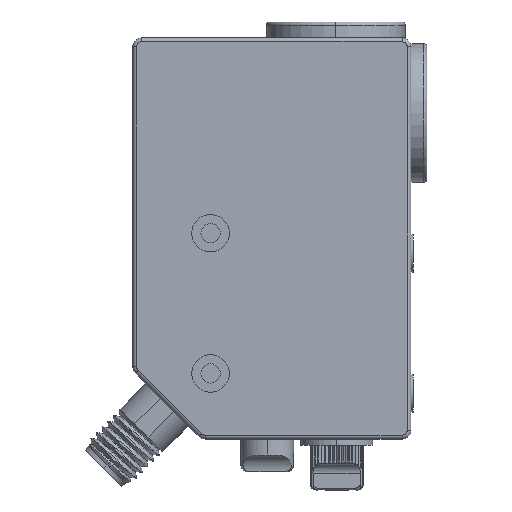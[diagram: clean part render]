
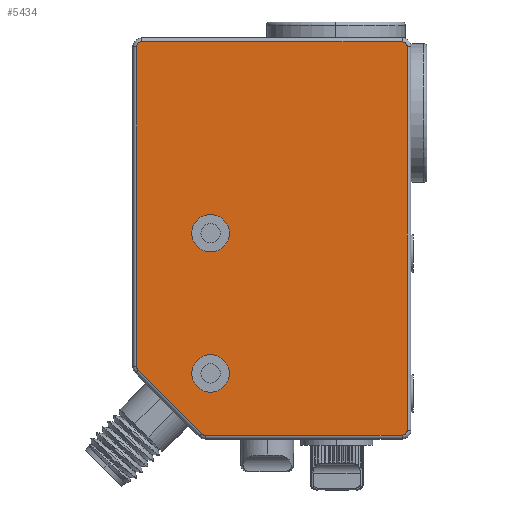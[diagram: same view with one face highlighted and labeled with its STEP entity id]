
A CAD part, left-side view. The second image highlights one B-rep face of the part: STEP entity #5434.
In plain terms, the highlighted face is planar.
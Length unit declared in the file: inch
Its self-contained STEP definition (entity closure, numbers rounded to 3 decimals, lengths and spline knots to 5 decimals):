
#2=CARTESIAN_POINT('',(1.618,0.,1.575));
#3=DIRECTION('',(0.,-1.,0.));
#4=DIRECTION('',(-1.,0.,0.));
#5=AXIS2_PLACEMENT_3D('',#2,#3,#4);
#7=CARTESIAN_POINT('',(1.618,0.,1.575));
#8=DIRECTION('',(0.,-1.,0.));
#9=DIRECTION('',(1.,0.,0.));
#10=AXIS2_PLACEMENT_3D('',#7,#8,#9);
#12=CARTESIAN_POINT('',(0.516,0.,1.575));
#13=DIRECTION('',(0.,-1.,0.));
#14=DIRECTION('',(-1.,0.,0.));
#15=AXIS2_PLACEMENT_3D('',#12,#13,#14);
#17=CARTESIAN_POINT('',(0.516,0.,1.575));
#18=DIRECTION('',(0.,-1.,0.));
#19=DIRECTION('',(1.,0.,0.));
#20=AXIS2_PLACEMENT_3D('',#17,#18,#19);
#22=DIRECTION('',(0.,0.,1.));
#23=VECTOR('',#22,1.54601);
#24=CARTESIAN_POINT('',(0.03,0.,0.07));
#25=LINE('',#24,#23);
#45=CARTESIAN_POINT('',(0.07,0.,0.07));
#46=DIRECTION('',(0.,-1.,0.));
#47=DIRECTION('',(-1.,0.,0.));
#48=AXIS2_PLACEMENT_3D('',#45,#46,#47);
#286=DIRECTION('',(-1.,0.,0.));
#287=VECTOR('',#286,3.013);
#288=CARTESIAN_POINT('',(3.083,0.,0.03));
#289=LINE('',#288,#287);
#314=CARTESIAN_POINT('',(3.083,0.,0.07));
#315=DIRECTION('',(0.,-1.,0.));
#316=DIRECTION('',(0.,0.,-1.));
#317=AXIS2_PLACEMENT_3D('',#314,#315,#316);
#342=DIRECTION('',(0.,0.,-1.));
#343=VECTOR('',#342,2.046);
#344=CARTESIAN_POINT('',(3.123,0.,2.116));
#345=LINE('',#344,#343);
#365=CARTESIAN_POINT('',(3.083,0.,2.116));
#366=DIRECTION('',(0.,-1.,0.));
#367=DIRECTION('',(1.,0.,0.));
#368=AXIS2_PLACEMENT_3D('',#365,#366,#367);
#3730=CARTESIAN_POINT('',(0.56999,0.,2.116));
#3731=DIRECTION('',(0.,1.,0.));
#3732=DIRECTION('',(-0.707,0.,0.707));
#3733=AXIS2_PLACEMENT_3D('',#3730,#3731,#3732);
#3740=DIRECTION('',(1.,0.,0.));
#3741=VECTOR('',#3740,2.51301);
#3742=CARTESIAN_POINT('',(0.56999,0.,2.156));
#3743=LINE('',#3742,#3741);
#3757=DIRECTION('',(-0.707,0.,-0.707));
#3758=VECTOR('',#3757,0.7071);
#3759=CARTESIAN_POINT('',(0.54171,0.,2.14428));
#3760=LINE('',#3759,#3758);
#3771=CARTESIAN_POINT('',(0.07,0.,1.61601));
#3772=DIRECTION('',(0.,-1.,0.));
#3773=DIRECTION('',(-0.707,0.,0.707));
#3774=AXIS2_PLACEMENT_3D('',#3771,#3772,#3773);
#4306=CARTESIAN_POINT('',(0.56999,0.,2.156));
#4307=CARTESIAN_POINT('',(3.083,0.,2.156));
#4308=VERTEX_POINT('',#4306);
#4309=VERTEX_POINT('',#4307);
#4316=CARTESIAN_POINT('',(3.123,0.,2.116));
#4317=VERTEX_POINT('',#4316);
#4318=CARTESIAN_POINT('',(3.123,0.,0.07));
#4319=VERTEX_POINT('',#4318);
#4324=CARTESIAN_POINT('',(3.083,0.,0.03));
#4325=VERTEX_POINT('',#4324);
#4326=CARTESIAN_POINT('',(0.07,0.,0.03));
#4327=VERTEX_POINT('',#4326);
#4332=CARTESIAN_POINT('',(0.03,0.,0.07));
#4333=VERTEX_POINT('',#4332);
#4334=CARTESIAN_POINT('',(0.03,0.,1.61601));
#4335=VERTEX_POINT('',#4334);
#4356=CARTESIAN_POINT('',(1.4705,0.,1.575));
#4357=CARTESIAN_POINT('',(1.7655,0.,1.575));
#4358=VERTEX_POINT('',#4356);
#4359=VERTEX_POINT('',#4357);
#4360=CARTESIAN_POINT('',(0.3685,0.,1.575));
#4361=CARTESIAN_POINT('',(0.6635,0.,1.575));
#4362=VERTEX_POINT('',#4360);
#4363=VERTEX_POINT('',#4361);
#5363=CARTESIAN_POINT('',(0.54171,0.,2.14428));
#5364=CARTESIAN_POINT('',(0.04172,0.,1.64429));
#5365=VERTEX_POINT('',#5363);
#5366=VERTEX_POINT('',#5364);
#5395=CARTESIAN_POINT('',(0.,0.,0.));
#5396=DIRECTION('',(0.,1.,0.));
#5397=DIRECTION('',(1.,0.,0.));
#5398=AXIS2_PLACEMENT_3D('',#5395,#5396,#5397);
#5399=PLANE('',#5398);
#5401=ORIENTED_EDGE('',*,*,#5400,.T.);
#5403=ORIENTED_EDGE('',*,*,#5402,.F.);
#5405=ORIENTED_EDGE('',*,*,#5404,.F.);
#5407=ORIENTED_EDGE('',*,*,#5406,.T.);
#5409=ORIENTED_EDGE('',*,*,#5408,.T.);
#5411=ORIENTED_EDGE('',*,*,#5410,.F.);
#5413=ORIENTED_EDGE('',*,*,#5412,.T.);
#5415=ORIENTED_EDGE('',*,*,#5414,.F.);
#5417=ORIENTED_EDGE('',*,*,#5416,.T.);
#5419=ORIENTED_EDGE('',*,*,#5418,.F.);
#5420=EDGE_LOOP('',(#5401,#5403,#5405,#5407,#5409,#5411,#5413,#5415,#5417,
#5419));
#5421=FACE_OUTER_BOUND('',#5420,.F.);
#5423=ORIENTED_EDGE('',*,*,#5422,.T.);
#5425=ORIENTED_EDGE('',*,*,#5424,.T.);
#5426=EDGE_LOOP('',(#5423,#5425));
#5427=FACE_BOUND('',#5426,.F.);
#5429=ORIENTED_EDGE('',*,*,#5428,.T.);
#5431=ORIENTED_EDGE('',*,*,#5430,.T.);
#5432=EDGE_LOOP('',(#5429,#5431));
#5433=FACE_BOUND('',#5432,.F.);
#5434=ADVANCED_FACE('',(#5421,#5427,#5433),#5399,.F.);
#6=CIRCLE('',#5,0.1475);
#11=CIRCLE('',#10,0.1475);
#16=CIRCLE('',#15,0.1475);
#21=CIRCLE('',#20,0.1475);
#49=CIRCLE('',#48,0.04);
#318=CIRCLE('',#317,0.04);
#369=CIRCLE('',#368,0.04);
#3734=CIRCLE('',#3733,0.04);
#3775=CIRCLE('',#3774,0.04);
#5400=EDGE_CURVE('',#4333,#4335,#25,.T.);
#5402=EDGE_CURVE('',#5366,#4335,#3775,.T.);
#5404=EDGE_CURVE('',#5365,#5366,#3760,.T.);
#5406=EDGE_CURVE('',#5365,#4308,#3734,.T.);
#5408=EDGE_CURVE('',#4308,#4309,#3743,.T.);
#5410=EDGE_CURVE('',#4317,#4309,#369,.T.);
#5412=EDGE_CURVE('',#4317,#4319,#345,.T.);
#5414=EDGE_CURVE('',#4325,#4319,#318,.T.);
#5416=EDGE_CURVE('',#4325,#4327,#289,.T.);
#5418=EDGE_CURVE('',#4333,#4327,#49,.T.);
#5422=EDGE_CURVE('',#4358,#4359,#6,.T.);
#5424=EDGE_CURVE('',#4359,#4358,#11,.T.);
#5428=EDGE_CURVE('',#4362,#4363,#16,.T.);
#5430=EDGE_CURVE('',#4363,#4362,#21,.T.);
